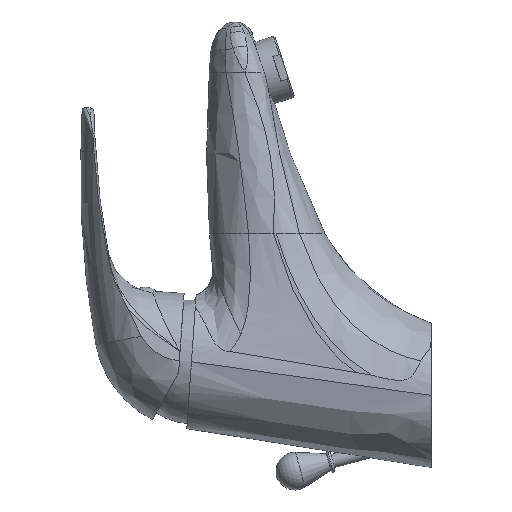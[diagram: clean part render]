
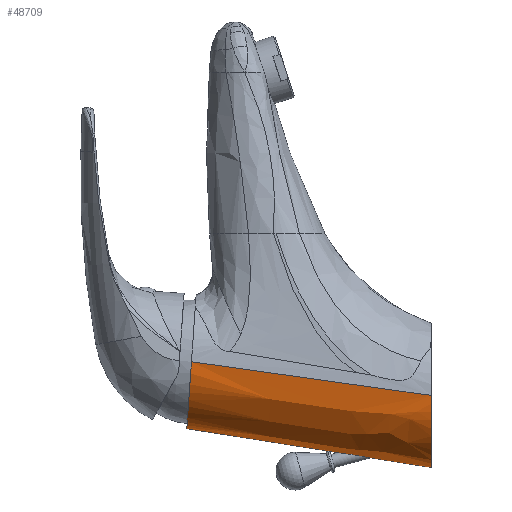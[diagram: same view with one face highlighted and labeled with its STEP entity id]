
A CAD part, left-side view. The second image highlights one B-rep face of the part: STEP entity #48709.
In plain terms, the highlighted free-form (B-spline) face has degree [3, 3] with [4, 7] control points.
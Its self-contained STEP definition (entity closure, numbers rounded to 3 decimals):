
#8545=CARTESIAN_POINT('',(0.,21.83,-23.281));
#8598=CARTESIAN_POINT('',(0.,35.17,-21.161));
#8600=DIRECTION('',(0.,-0.988,-0.157));
#8601=VECTOR('',#8600,22.104);
#8602=CARTESIAN_POINT('',(0.,21.83,-23.281));
#8603=LINE('',#8602,#8601);
#8610=CARTESIAN_POINT('',(0.,0.,-26.75));
#8612=CARTESIAN_POINT('',(0.,90.737,
-12.331));
#8620=DIRECTION('',(0.,-0.988,-0.157));
#8621=VECTOR('',#8620,56.264);
#8622=CARTESIAN_POINT('',(0.,90.737,
-12.331));
#8623=LINE('',#8622,#8621);
#8632=CARTESIAN_POINT('',(0.,35.17,-21.161));
#8633=CARTESIAN_POINT('',(-0.029,35.17,
-21.161));
#8634=CARTESIAN_POINT('',(-0.087,35.167,
-21.162));
#8635=CARTESIAN_POINT('',(-0.176,35.156,
-21.163));
#8636=CARTESIAN_POINT('',(-0.265,35.137,
-21.165));
#8637=CARTESIAN_POINT('',(-0.356,35.109,
-21.168));
#8638=CARTESIAN_POINT('',(-0.448,35.073,
-21.173));
#8639=CARTESIAN_POINT('',(-0.544,35.026,
-21.178));
#8640=CARTESIAN_POINT('',(-0.644,34.967,
-21.185));
#8641=CARTESIAN_POINT('',(-0.747,34.895,
-21.194));
#8642=CARTESIAN_POINT('',(-0.855,34.808,
-21.205));
#8643=CARTESIAN_POINT('',(-0.967,34.703,
-21.217));
#8644=CARTESIAN_POINT('',(-1.086,34.577,
-21.233));
#8645=CARTESIAN_POINT('',(-1.21,34.427,
-21.251));
#8646=CARTESIAN_POINT('',(-1.339,34.248,
-21.273));
#8647=CARTESIAN_POINT('',(-1.475,34.035,
-21.299));
#8648=CARTESIAN_POINT('',(-1.615,33.786,
-21.331));
#8649=CARTESIAN_POINT('',(-1.759,33.493,
-21.368));
#8650=CARTESIAN_POINT('',(-1.906,33.151,
-21.412));
#8651=CARTESIAN_POINT('',(-2.054,32.754,
-21.463));
#8652=CARTESIAN_POINT('',(-2.2,32.295,
-21.524));
#8653=CARTESIAN_POINT('',(-2.339,31.776,-21.594));
#8654=CARTESIAN_POINT('',(-2.466,31.201,
-21.674));
#8655=CARTESIAN_POINT('',(-2.574,30.577,
-21.763));
#8656=CARTESIAN_POINT('',(-2.66,29.913,
-21.86));
#8657=CARTESIAN_POINT('',(-2.72,29.224,
-21.963));
#8658=CARTESIAN_POINT('',(-2.751,28.527,
-22.07));
#8659=CARTESIAN_POINT('',(-2.752,27.838,
-22.18));
#8660=CARTESIAN_POINT('',(-2.724,27.171,
-22.289));
#8661=CARTESIAN_POINT('',(-2.67,26.538,
-22.395));
#8662=CARTESIAN_POINT('',(-2.593,25.948,
-22.497));
#8663=CARTESIAN_POINT('',(-2.498,25.406,
-22.593));
#8664=CARTESIAN_POINT('',(-2.387,24.915,
-22.681));
#8665=CARTESIAN_POINT('',(-2.265,24.474,
-22.762));
#8666=CARTESIAN_POINT('',(-2.136,24.083,
-22.835));
#8667=CARTESIAN_POINT('',(-2.002,23.738,
-22.901));
#8668=CARTESIAN_POINT('',(-1.865,23.435,
-22.959));
#8669=CARTESIAN_POINT('',(-1.729,23.172,
-23.01));
#8670=CARTESIAN_POINT('',(-1.593,22.945,
-23.055));
#8671=CARTESIAN_POINT('',(-1.46,22.748,
-23.094));
#8672=CARTESIAN_POINT('',(-1.33,22.579,
-23.128));
#8673=CARTESIAN_POINT('',(-1.204,22.435,
-23.157));
#8674=CARTESIAN_POINT('',(-1.081,22.312,
-23.182));
#8675=CARTESIAN_POINT('',(-0.961,22.207,
-23.203));
#8676=CARTESIAN_POINT('',(-0.845,22.119,
-23.222));
#8677=CARTESIAN_POINT('',(-0.731,22.044,
-23.237));
#8678=CARTESIAN_POINT('',(-0.621,21.983,
-23.249));
#8679=CARTESIAN_POINT('',(-0.513,21.934,
-23.26));
#8680=CARTESIAN_POINT('',(-0.408,21.895,
-23.268));
#8681=CARTESIAN_POINT('',(-0.304,21.866,
-23.274));
#8682=CARTESIAN_POINT('',(-0.202,21.845,
-23.278));
#8683=CARTESIAN_POINT('',(-0.101,21.833,
-23.28));
#8684=CARTESIAN_POINT('',(-0.034,21.83,
-23.281));
#8685=CARTESIAN_POINT('',(0.,21.83,-23.281));
#8687=CARTESIAN_POINT('',(-24.9,89.,12.508));
#8688=CARTESIAN_POINT('',(-24.9,89.227,9.257));
#8689=CARTESIAN_POINT('',(-23.603,89.682,2.755));
#8690=CARTESIAN_POINT('',(-18.065,90.26,
-5.513));
#8691=CARTESIAN_POINT('',(-9.777,90.646,
-11.038));
#8692=CARTESIAN_POINT('',(-3.259,90.737,
-12.331));
#8693=CARTESIAN_POINT('',(0.,90.737,
-12.331));
#8695=DIRECTION('',(-0.021,-0.99,-0.139));
#8696=VECTOR('',#8695,89.894);
#8697=CARTESIAN_POINT('',(-24.9,89.,12.508));
#8698=LINE('',#8697,#8696);
#8699=CARTESIAN_POINT('',(0.,0.,-26.75));
#8700=CARTESIAN_POINT('',(-3.502,0.,-26.75));
#8701=CARTESIAN_POINT('',(-10.503,0.,-25.357));
#8702=CARTESIAN_POINT('',(-19.408,0.,-19.408));
#8703=CARTESIAN_POINT('',(-25.357,0.,-10.503));
#8704=CARTESIAN_POINT('',(-26.75,0.,-3.502));
#8705=CARTESIAN_POINT('',(-26.75,0.,0.));
#33627=VERTEX_POINT('',#8612);
#33629=VERTEX_POINT('',#8687);
#33631=VERTEX_POINT('',#8610);
#33632=VERTEX_POINT('',#8705);
#33870=VERTEX_POINT('',#8545);
#33871=VERTEX_POINT('',#8598);
#48672=CARTESIAN_POINT('',(0.781,92.551,
-12.03));
#48673=CARTESIAN_POINT('',(-2.732,92.559,
-12.142));
#48674=CARTESIAN_POINT('',(-9.541,92.47,
-10.899));
#48675=CARTESIAN_POINT('',(-18.039,92.065,
-5.235));
#48676=CARTESIAN_POINT('',(-23.716,91.46,
3.241));
#48677=CARTESIAN_POINT('',(-24.963,90.975,
10.033));
#48678=CARTESIAN_POINT('',(-24.851,90.724,
13.537));
#48679=CARTESIAN_POINT('',(0.801,61.096,
-17.029));
#48680=CARTESIAN_POINT('',(-2.803,61.101,
-17.143));
#48681=CARTESIAN_POINT('',(-9.788,61.042,
-15.867));
#48682=CARTESIAN_POINT('',(-18.504,60.775,
-10.052));
#48683=CARTESIAN_POINT('',(-24.328,60.375,
-1.35));
#48684=CARTESIAN_POINT('',(-25.607,60.055,
5.624));
#48685=CARTESIAN_POINT('',(-25.492,59.89,
9.222));
#48686=CARTESIAN_POINT('',(0.821,29.64,
-22.027));
#48687=CARTESIAN_POINT('',(-2.873,29.643,
-22.145));
#48688=CARTESIAN_POINT('',(-10.034,29.615,
-20.834));
#48689=CARTESIAN_POINT('',(-18.969,29.485,
-14.869));
#48690=CARTESIAN_POINT('',(-24.939,29.291,
-5.94));
#48691=CARTESIAN_POINT('',(-26.251,29.136,
1.215));
#48692=CARTESIAN_POINT('',(-26.133,29.056,
4.907));
#48693=CARTESIAN_POINT('',(0.841,-1.815,
-27.025));
#48694=CARTESIAN_POINT('',(-2.944,-1.815,
-27.146));
#48695=CARTESIAN_POINT('',(-10.28,-1.813,
-25.802));
#48696=CARTESIAN_POINT('',(-19.434,-1.805,
-19.685));
#48697=CARTESIAN_POINT('',(-25.551,-1.793,
-10.53));
#48698=CARTESIAN_POINT('',(-26.894,-1.784,
-3.194));
#48699=CARTESIAN_POINT('',(-26.774,-1.779,
0.591));
#48700=B_SPLINE_SURFACE_WITH_KNOTS('',3,3,((#48672,#48673,#48674,#48675,#48676,
#48677,#48678),(#48679,#48680,#48681,#48682,#48683,#48684,#48685),(#48686,
#48687,#48688,#48689,#48690,#48691,#48692),(#48693,#48694,#48695,#48696,#48697,
#48698,#48699)),.UNSPECIFIED.,.F.,.F.,.F.,(4,4),(4,1,1,1,4),(-0.02,1.02),(
0.495,0.563,0.625,0.688,0.755),.UNSPECIFIED.);
#48701=ORIENTED_EDGE('',*,*,#48656,.F.);
#48702=ORIENTED_EDGE('',*,*,#48617,.F.);
#48703=ORIENTED_EDGE('',*,*,#47883,.F.);
#48704=ORIENTED_EDGE('',*,*,#47985,.T.);
#48705=ORIENTED_EDGE('',*,*,#48014,.F.);
#48706=ORIENTED_EDGE('',*,*,#48612,.F.);
#48707=EDGE_LOOP('',(#48701,#48702,#48703,#48704,#48705,#48706));
#48708=FACE_OUTER_BOUND('',#48707,.F.);
#48709=ADVANCED_FACE('',(#48708),#48700,.T.);
#8686=B_SPLINE_CURVE_WITH_KNOTS('',3,(#8632,#8633,#8634,#8635,#8636,#8637,#8638,
#8639,#8640,#8641,#8642,#8643,#8644,#8645,#8646,#8647,#8648,#8649,#8650,#8651,
#8652,#8653,#8654,#8655,#8656,#8657,#8658,#8659,#8660,#8661,#8662,#8663,#8664,
#8665,#8666,#8667,#8668,#8669,#8670,#8671,#8672,#8673,#8674,#8675,#8676,#8677,
#8678,#8679,#8680,#8681,#8682,#8683,#8684,#8685),.UNSPECIFIED.,.F.,.F.,(4,1,1,1,
1,1,1,1,1,1,1,1,1,1,1,1,1,1,1,1,1,1,1,1,1,1,1,1,1,1,1,1,1,1,1,1,1,1,1,1,1,1,1,1,
1,1,1,1,1,1,1,4),(0.,0.02,0.039,0.059,
0.078,0.098,0.118,0.137,
0.157,0.176,0.196,0.216,
0.235,0.255,0.275,0.294,
0.314,0.333,0.353,0.373,
0.392,0.412,0.431,0.451,
0.471,0.49,0.51,0.529,
0.549,0.569,0.588,0.608,
0.627,0.647,0.667,0.686,
0.706,0.725,0.745,0.765,
0.784,0.804,0.824,0.843,
0.863,0.882,0.902,0.922,
0.941,0.961,0.98,1.),.UNSPECIFIED.);
#8694=B_SPLINE_CURVE_WITH_KNOTS('',3,(#8687,#8688,#8689,#8690,#8691,#8692,
#8693),.UNSPECIFIED.,.F.,.F.,(4,1,1,1,4),(0.,0.25,0.5,0.75,1.),
.UNSPECIFIED.);
#8706=B_SPLINE_CURVE_WITH_KNOTS('',3,(#8699,#8700,#8701,#8702,#8703,#8704,
#8705),.UNSPECIFIED.,.F.,.F.,(4,1,1,1,4),(0.,0.25,0.5,0.75,1.),
.UNSPECIFIED.);
#47883=EDGE_CURVE('',#33629,#33627,#8694,.T.);
#47985=EDGE_CURVE('',#33629,#33632,#8698,.T.);
#48014=EDGE_CURVE('',#33631,#33632,#8706,.T.);
#48612=EDGE_CURVE('',#33870,#33631,#8603,.T.);
#48617=EDGE_CURVE('',#33627,#33871,#8623,.T.);
#48656=EDGE_CURVE('',#33871,#33870,#8686,.T.);
